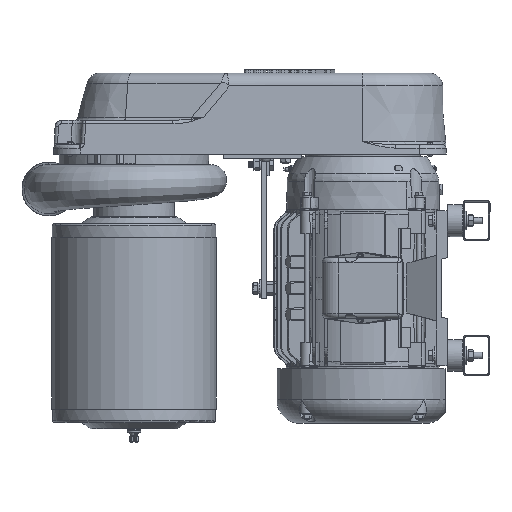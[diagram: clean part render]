
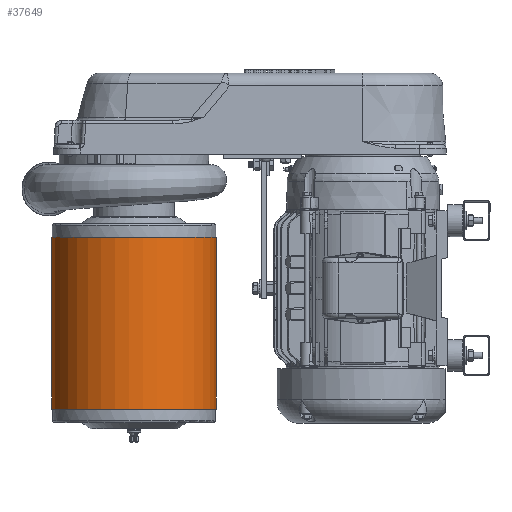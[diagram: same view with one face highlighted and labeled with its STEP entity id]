
A CAD part, left-side view. The second image highlights one B-rep face of the part: STEP entity #37649.
In plain terms, the highlighted cylindrical face has radius 155.448 mm (diameter 310.896 mm), a full revolution.
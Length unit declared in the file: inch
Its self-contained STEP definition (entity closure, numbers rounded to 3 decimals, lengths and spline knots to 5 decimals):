
#2921=CYLINDRICAL_SURFACE('',#41555,6.12);
#7703=FACE_BOUND('',#12235,.T.);
#9714=FACE_OUTER_BOUND('',#12234,.T.);
#12234=EDGE_LOOP('',(#33301));
#12235=EDGE_LOOP('',(#33302));
#12575=CIRCLE('',#37930,6.12);
#14051=CIRCLE('',#41556,6.12);
#14276=VERTEX_POINT('',#52344);
#17555=VERTEX_POINT('',#88497);
#17944=EDGE_CURVE('',#14276,#14276,#12575,.T.);
#22940=EDGE_CURVE('',#17555,#17555,#14051,.T.);
#33301=ORIENTED_EDGE('',*,*,#17944,.F.);
#33302=ORIENTED_EDGE('',*,*,#22940,.F.);
#37649=ADVANCED_FACE('',(#9714,#7703),#2921,.T.);
#37930=AXIS2_PLACEMENT_3D('',#52345,#42002,#42003);
#41555=AXIS2_PLACEMENT_3D('',#88496,#51311,#51312);
#41556=AXIS2_PLACEMENT_3D('',#88498,#51313,#51314);
#42002=DIRECTION('center_axis',(0.,0.,
-1.));
#42003=DIRECTION('ref_axis',(-0.446,0.895,0.));
#51311=DIRECTION('center_axis',(0.,0.,
-1.));
#51312=DIRECTION('ref_axis',(-0.446,0.895,0.));
#51313=DIRECTION('center_axis',(0.,0.,
1.));
#51314=DIRECTION('ref_axis',(-0.446,0.895,0.));
#52344=CARTESIAN_POINT('',(-8.62602,19.93488,-17.43288));
#52345=CARTESIAN_POINT('Origin',(-11.3552,25.41265,-17.43288));
#88496=CARTESIAN_POINT('Origin',(-11.3552,25.41265,-4.68288));
#88497=CARTESIAN_POINT('',(-8.62602,19.93488,-4.68288));
#88498=CARTESIAN_POINT('Origin',(-11.3552,25.41265,-4.68288));
